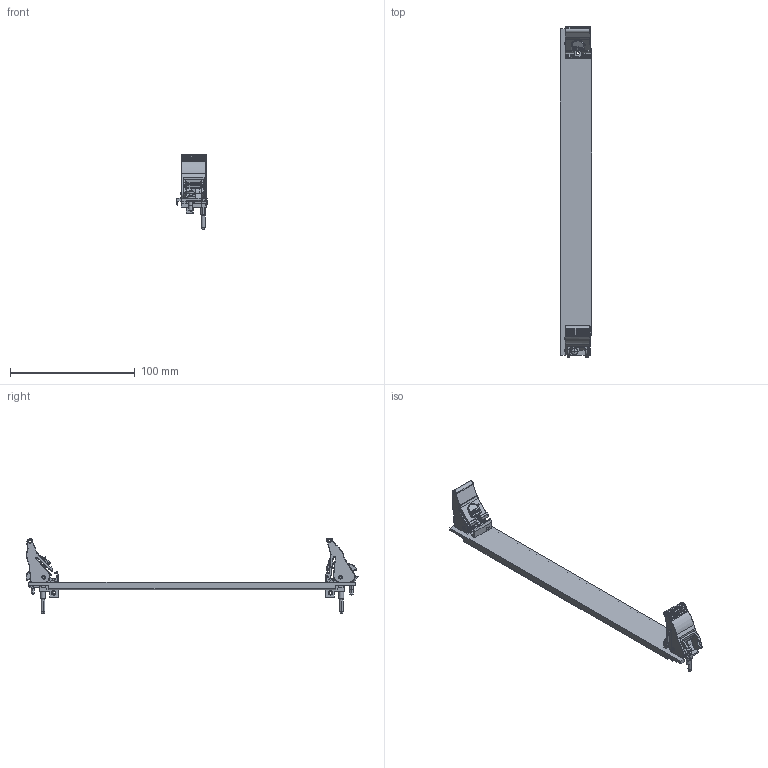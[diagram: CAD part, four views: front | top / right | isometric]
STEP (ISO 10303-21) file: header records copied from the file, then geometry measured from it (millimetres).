
FILE_DESCRIPTION((''),'2;1');
FILE_NAME('FRONTPANEL_6U_5TE_W_HANDLE_VPX_ASM','2017-08-31T',('cn01000057'),(''),'PRO/ENGINEER BY PARAMETRIC TECHNOLOGY CORPORATION, 2010140','PRO/ENGINEER BY PARAMETRIC TECHNOLOGY CORPORATION, 2010140','');
FILE_SCHEMA(('CONFIG_CONTROL_DESIGN'));
Products named in the file (19): 6U_VPX_PANEL; J31815-V0152-Y000-X0-0055; J31815-V0154-Y000-X0-0055; ZYL-STIFT-20X1K8; J31815-V0111-Y000-X0-0055; J31815-V0127-Y000-X0-0055; 226203044200VM-; J31815-V0155-Y000-X0-0055; J31815-C0151-Y000-X0-0055; HANDLE_IV_BOT_ASM; TEIL-1; J31815-V0153-Y000-X0-0055; J31815-V0154-Y000-X0-0055_AF0; CHERRY-DH; J31815-V0111-Y000-X0-0055_AF0; HALSSCHR-M2K5-L10; 226203034900VM-; HANDLE_IV_TOP_ASM; FRONTPANEL_6U_5TE_W_HANDLE_VPX_ASM
Assembly tree (21 placements, depth 3):
  FRONTPANEL_6U_5TE_W_HANDLE_VPX_ASM
    6U_VPX_PANEL
    HANDLE_IV_BOT_ASM
      J31815-V0152-Y000-X0-0055
      J31815-V0154-Y000-X0-0055
      ZYL-STIFT-20X1K8
      J31815-V0111-Y000-X0-0055
      J31815-V0127-Y000-X0-0055
      226203044200VM-
      J31815-V0155-Y000-X0-0055
      J31815-C0151-Y000-X0-0055
    HANDLE_IV_TOP_ASM
      TEIL-1
      J31815-V0153-Y000-X0-0055
      J31815-V0154-Y000-X0-0055_AF0
      CHERRY-DH
      J31815-V0111-Y000-X0-0055_AF0
      HALSSCHR-M2K5-L10
      J31815-V0155-Y000-X0-0055
      ZYL-STIFT-20X1K8
      226203034900VM-
      J31815-V0127-Y000-X0-0055
Bounding box: 25.1 x 266.47 x 60.99 mm (x, y, z)
Volume: 31873 mm3; surface area: 36955.4 mm2
Topology: 22 solids, 22 shells, 2154 faces, 5631 edges, 3536 vertices
Faces by surface type: plane 1089, cylinder 709, torus 158, bspline 114, sphere 46, cone 38
Entity records: 62077 total; most frequent: CARTESIAN_POINT 21033, ORIENTED_EDGE 8672, DIRECTION 8291, EDGE_CURVE 4336, VECTOR 2787, LINE 2787, AXIS2_PLACEMENT_3D 2752, VERTEX_POINT 2728
